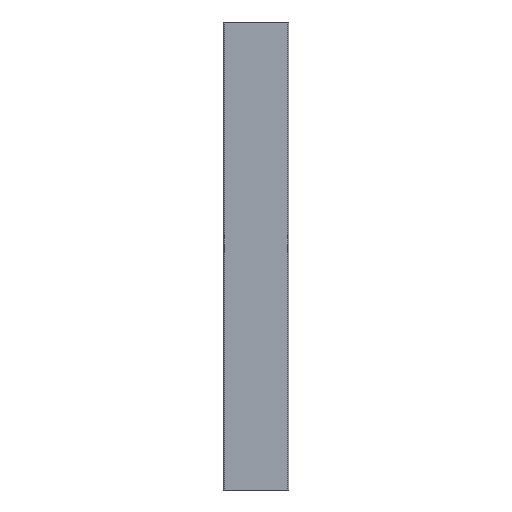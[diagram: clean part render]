
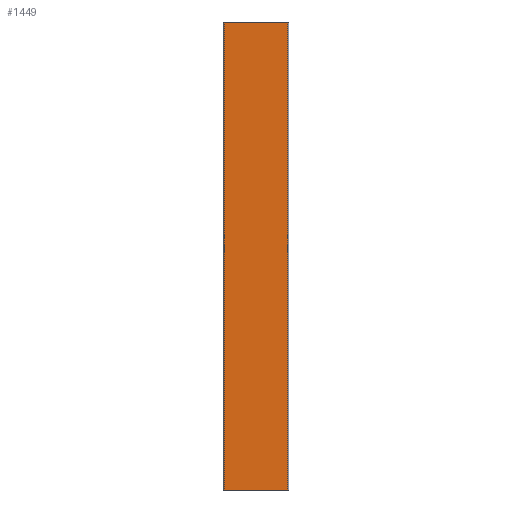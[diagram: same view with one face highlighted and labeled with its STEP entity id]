
A CAD part, front view. The second image highlights one B-rep face of the part: STEP entity #1449.
In plain terms, the highlighted planar face has unit normal (0, -1, 0).
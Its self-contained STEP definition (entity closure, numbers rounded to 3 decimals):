
#68 = ORIENTED_EDGE ( 'NONE', *, *, #3129, .F. ) ;
#70 = FACE_OUTER_BOUND ( 'NONE', #3511, .T. ) ;
#384 = VECTOR ( 'NONE', #1908, 1000. ) ;
#483 = EDGE_CURVE ( 'NONE', #991, #750, #2713, .T. ) ;
#676 = EDGE_CURVE ( 'NONE', #706, #991, #3667, .T. ) ;
#706 = VERTEX_POINT ( 'NONE', #1670 ) ;
#750 = VERTEX_POINT ( 'NONE', #2793 ) ;
#773 = CARTESIAN_POINT ( 'NONE',  ( 2589.5, 1426.121, -100. ) ) ;
#969 = VECTOR ( 'NONE', #1339, 1000. ) ;
#991 = VERTEX_POINT ( 'NONE', #1475 ) ;
#1122 = CARTESIAN_POINT ( 'NONE',  ( 2576., 1426.121, 0. ) ) ;
#1135 = DIRECTION ( 'NONE',  ( 1., 0., 0. ) ) ;
#1336 = VECTOR ( 'NONE', #1135, 1000. ) ;
#1339 = DIRECTION ( 'NONE',  ( 0., 0., 1. ) ) ;
#1395 = VERTEX_POINT ( 'NONE', #1122 ) ;
#1449 = ADVANCED_FACE ( 'NONE', ( #70 ), #2739, .T. ) ;
#1475 = CARTESIAN_POINT ( 'NONE',  ( 2589.5, 1426.121, -100. ) ) ;
#1670 = CARTESIAN_POINT ( 'NONE',  ( 2576., 1426.121, -100. ) ) ;
#1908 = DIRECTION ( 'NONE',  ( 0., 0., 1. ) ) ;
#1933 = DIRECTION ( 'NONE',  ( 1., 0., 0. ) ) ;
#2013 = CARTESIAN_POINT ( 'NONE',  ( 2576., 1426.121, -100. ) ) ;
#2071 = EDGE_CURVE ( 'NONE', #706, #1395, #2849, .T. ) ;
#2259 = LINE ( 'NONE', #2697, #1336 ) ;
#2557 = DIRECTION ( 'NONE',  ( 0., -1., 0. ) ) ;
#2638 = ORIENTED_EDGE ( 'NONE', *, *, #483, .T. ) ;
#2674 = CARTESIAN_POINT ( 'NONE',  ( 2589.5, 1426.121, -100. ) ) ;
#2697 = CARTESIAN_POINT ( 'NONE',  ( 2589.5, 1426.121, 0. ) ) ;
#2713 = LINE ( 'NONE', #2674, #969 ) ;
#2739 = PLANE ( 'NONE',  #3768 ) ;
#2793 = CARTESIAN_POINT ( 'NONE',  ( 2589.5, 1426.121, 0. ) ) ;
#2804 = ORIENTED_EDGE ( 'NONE', *, *, #2071, .F. ) ;
#2849 = LINE ( 'NONE', #2013, #384 ) ;
#3129 = EDGE_CURVE ( 'NONE', #1395, #750, #2259, .T. ) ;
#3387 = VECTOR ( 'NONE', #3935, 1000. ) ;
#3511 = EDGE_LOOP ( 'NONE', ( #68, #2804, #3886, #2638 ) ) ;
#3667 = LINE ( 'NONE', #3885, #3387 ) ;
#3768 = AXIS2_PLACEMENT_3D ( 'NONE', #773, #2557, #1933 ) ;
#3885 = CARTESIAN_POINT ( 'NONE',  ( 2589.5, 1426.121, -100. ) ) ;
#3886 = ORIENTED_EDGE ( 'NONE', *, *, #676, .T. ) ;
#3935 = DIRECTION ( 'NONE',  ( 1., 0., 0. ) ) ;
